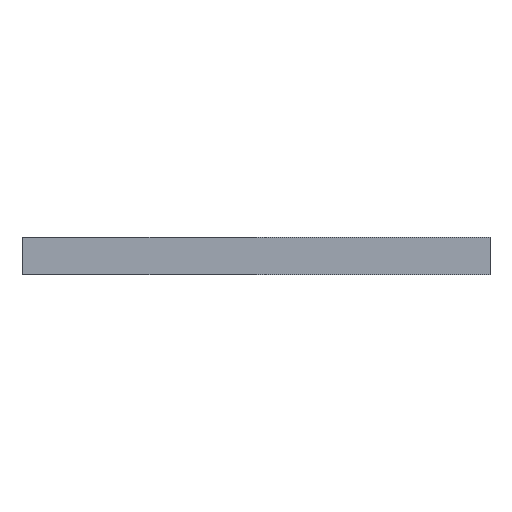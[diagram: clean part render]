
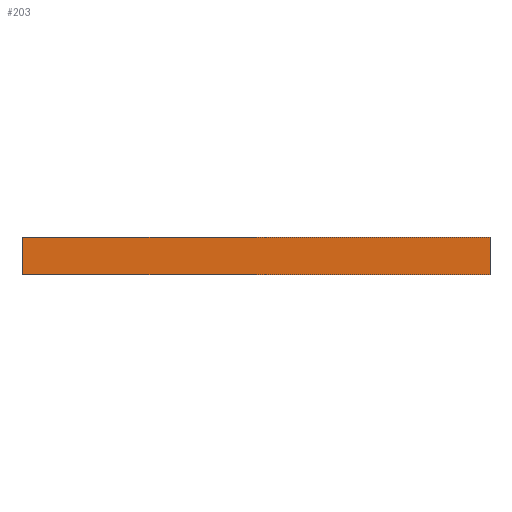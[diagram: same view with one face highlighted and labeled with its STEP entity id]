
A CAD part, left-side view. The second image highlights one B-rep face of the part: STEP entity #203.
In plain terms, the highlighted planar face has unit normal (-1, 0, 0).
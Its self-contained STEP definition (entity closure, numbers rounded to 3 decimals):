
#100 = ORIENTED_EDGE ( 'NONE', *, *, #1097, .F. ) ;
#104 = DIRECTION ( 'NONE',  ( 0., 0., -1. ) ) ;
#109 = CARTESIAN_POINT ( 'NONE',  ( -135.63, 121., 0. ) ) ;
#128 = DIRECTION ( 'NONE',  ( 0., -1., 0. ) ) ;
#203 = ADVANCED_FACE ( 'NONE', ( #635 ), #1348, .F. ) ;
#356 = VECTOR ( 'NONE', #1076, 1000. ) ;
#573 = ORIENTED_EDGE ( 'NONE', *, *, #1021, .F. ) ;
#635 = FACE_OUTER_BOUND ( 'NONE', #1229, .T. ) ;
#641 = VERTEX_POINT ( 'NONE', #835 ) ;
#650 = CARTESIAN_POINT ( 'NONE',  ( -135.63, 121., 7.975 ) ) ;
#794 = CARTESIAN_POINT ( 'NONE',  ( -135.63, 121., 7.975 ) ) ;
#833 = CARTESIAN_POINT ( 'NONE',  ( -135.63, 121., 7.975 ) ) ;
#835 = CARTESIAN_POINT ( 'NONE',  ( -135.63, 121., 0. ) ) ;
#869 = VERTEX_POINT ( 'NONE', #1727 ) ;
#921 = DIRECTION ( 'NONE',  ( 0., 0., -1. ) ) ;
#926 = DIRECTION ( 'NONE',  ( 1., 0., 0. ) ) ;
#966 = EDGE_CURVE ( 'NONE', #1138, #641, #1192, .T. ) ;
#1021 = EDGE_CURVE ( 'NONE', #869, #1045, #1103, .T. ) ;
#1045 = VERTEX_POINT ( 'NONE', #794 ) ;
#1055 = CARTESIAN_POINT ( 'NONE',  ( -135.63, 220., 7.975 ) ) ;
#1076 = DIRECTION ( 'NONE',  ( 0., -1., 0. ) ) ;
#1097 = EDGE_CURVE ( 'NONE', #1045, #641, #1513, .T. ) ;
#1098 = DIRECTION ( 'NONE',  ( 0., 0., -1. ) ) ;
#1103 = LINE ( 'NONE', #650, #1430 ) ;
#1135 = ORIENTED_EDGE ( 'NONE', *, *, #1531, .T. ) ;
#1138 = VERTEX_POINT ( 'NONE', #1257 ) ;
#1192 = LINE ( 'NONE', #109, #356 ) ;
#1199 = CARTESIAN_POINT ( 'NONE',  ( -135.63, 121., 7.975 ) ) ;
#1229 = EDGE_LOOP ( 'NONE', ( #1714, #100, #573, #1135 ) ) ;
#1257 = CARTESIAN_POINT ( 'NONE',  ( -135.63, 220., 0. ) ) ;
#1348 = PLANE ( 'NONE',  #1688 ) ;
#1430 = VECTOR ( 'NONE', #128, 1000. ) ;
#1513 = LINE ( 'NONE', #833, #1748 ) ;
#1531 = EDGE_CURVE ( 'NONE', #869, #1138, #1614, .T. ) ;
#1614 = LINE ( 'NONE', #1055, #1771 ) ;
#1688 = AXIS2_PLACEMENT_3D ( 'NONE', #1199, #926, #921 ) ;
#1714 = ORIENTED_EDGE ( 'NONE', *, *, #966, .T. ) ;
#1727 = CARTESIAN_POINT ( 'NONE',  ( -135.63, 220., 7.975 ) ) ;
#1748 = VECTOR ( 'NONE', #1098, 1000. ) ;
#1771 = VECTOR ( 'NONE', #104, 1000. ) ;
